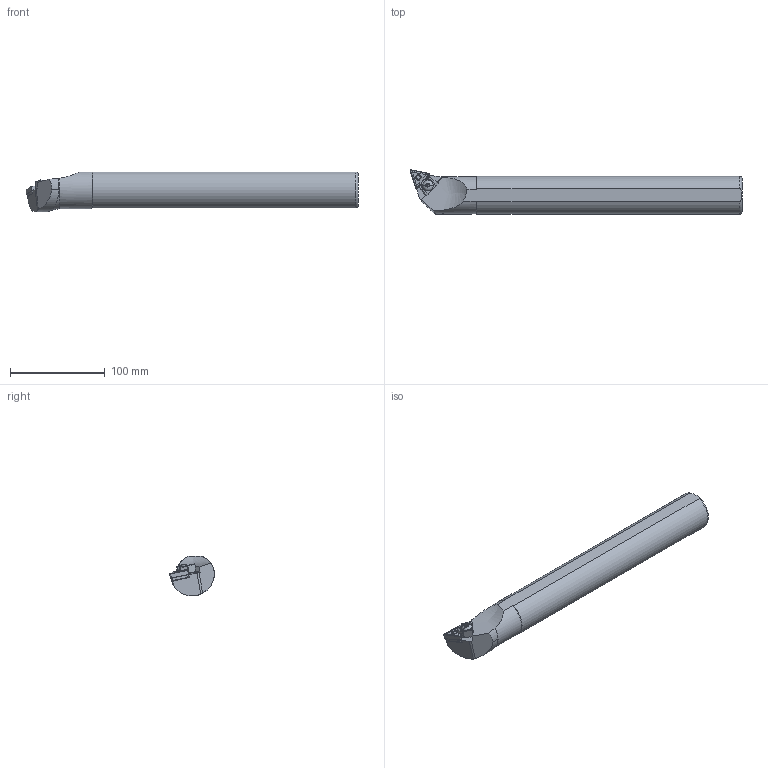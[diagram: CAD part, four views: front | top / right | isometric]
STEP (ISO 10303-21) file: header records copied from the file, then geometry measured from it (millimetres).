
FILE_DESCRIPTION (( 'STEP AP214' ), '1' );
FILE_NAME ('S40U-MTQNL-22-LIGHT.STP', '2023-10-25T07:34:53', ( '' ), ( '' ), 'SwSTEP 2.0', 'SolidWorks 2018', '' );
FILE_SCHEMA (( 'AUTOMOTIVE_DESIGN' ));
Length unit declared in the file: millimetre
Products named in the file (1): S40U-MTQNL-22-LIGHT
Bounding box: 349.99 x 47 x 41.88 mm (x, y, z)
Volume: 408976.7 mm3; surface area: 46547.4 mm2
Topology: 2 solids, 2 shells, 227 faces, 565 edges, 344 vertices
Faces by surface type: plane 99, cylinder 52, cone 42, torus 21, bspline 11, sphere 2
Entity records: 9167 total; most frequent: CARTESIAN_POINT 2995, ORIENTED_EDGE 1114, DIRECTION 1036, EDGE_CURVE 557, AXIS2_PLACEMENT_3D 380, VERTEX_POINT 344, VECTOR 276, LINE 276
